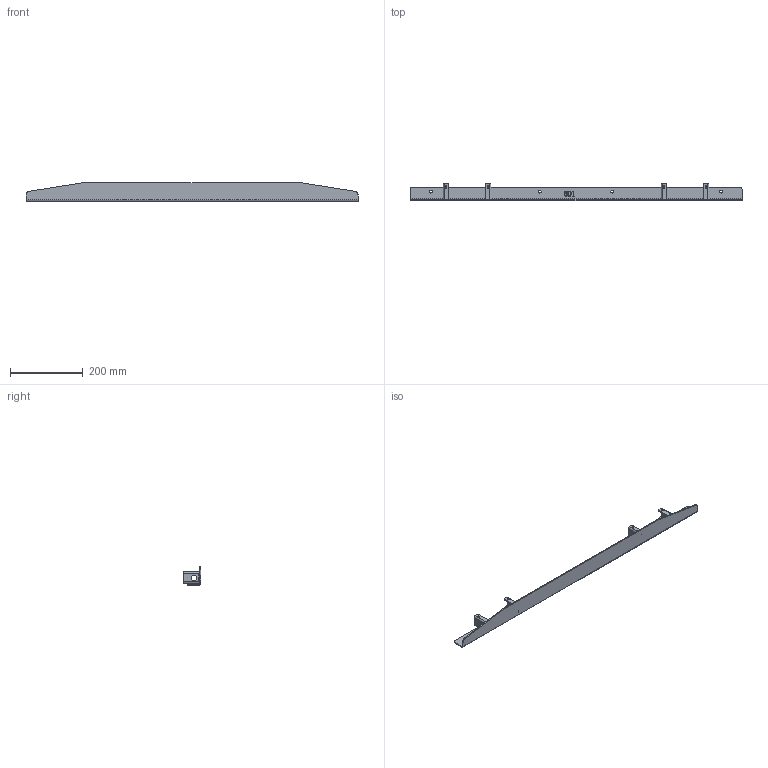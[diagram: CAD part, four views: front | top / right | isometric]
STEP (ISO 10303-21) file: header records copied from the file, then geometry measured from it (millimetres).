
FILE_DESCRIPTION((''),'2;1');
FILE_NAME('JC35TS-0555','2021-01-08T12:47:53',('sa'),('捷昌驱动'),'CREO PARAMETRIC BY PTC INC, 2018100','CREO PARAMETRIC BY PTC INC, 2018100','');
FILE_SCHEMA(('CONFIG_CONTROL_DESIGN'));
Length unit declared in the file: millimetre
Products named in the file (1): JC35TS-0555
Bounding box: 915 x 47.5 x 51 mm (x, y, z)
Volume: 209453.3 mm3; surface area: 171298.2 mm2
Topology: 1 solids, 17 shells, 194 faces, 561 edges, 390 vertices
Faces by surface type: plane 78, cylinder 62, extrusion 54
Entity records: 6677 total; most frequent: CARTESIAN_POINT 1585, ORIENTED_EDGE 1058, DIRECTION 921, EDGE_CURVE 561, VERTEX_POINT 390, VECTOR 375, LINE 321, AXIS2_PLACEMENT_3D 273
